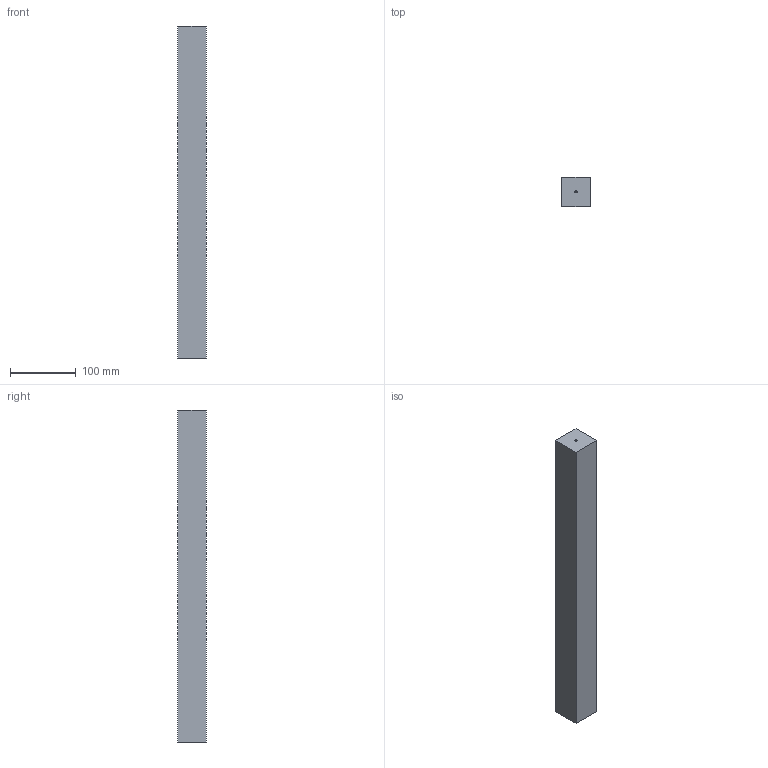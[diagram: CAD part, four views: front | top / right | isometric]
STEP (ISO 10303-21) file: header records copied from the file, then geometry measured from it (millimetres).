
FILE_DESCRIPTION (( 'STEP AP203' ), '1' );
FILE_NAME ('WOODEN_BATTEN-44X44_L506.STEP', '2026-01-20T11:21:54', ( '' ), ( '' ), 'SwSTEP 2.0', 'SolidWorks 2024', '' );
FILE_SCHEMA (( 'CONFIG_CONTROL_DESIGN' ));
Length unit declared in the file: millimetre
Products named in the file (1): WOODEN_BATTEN-44X44_L506
Bounding box: 44 x 44 x 506 mm (x, y, z)
Volume: 978461.5 mm3; surface area: 94247.5 mm2
Topology: 1 solids, 1 shells, 10 faces, 18 edges, 12 vertices
Faces by surface type: plane 8, cylinder 2
Full cylindrical faces by diameter (mm): 3.5 x2
Entity records: 311 total; most frequent: DIRECTION 42, CARTESIAN_POINT 39, ORIENTED_EDGE 32, EDGE_CURVE 16, AXIS2_PLACEMENT_3D 15, EDGE_LOOP 14, VECTOR 12, LINE 12
